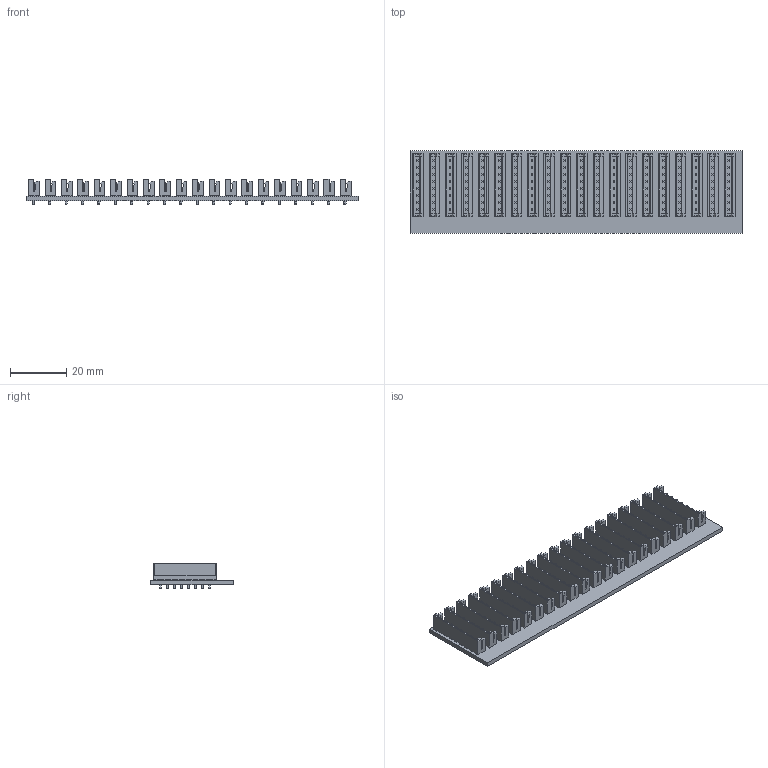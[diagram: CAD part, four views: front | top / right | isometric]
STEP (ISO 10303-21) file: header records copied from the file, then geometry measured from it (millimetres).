
FILE_DESCRIPTION(('KiCad electronic assembly'),'2;1');
FILE_NAME('Arnie Copper Boards.step','2024-02-14T17:14:24',('Pcbnew'),( 'Kicad'),'Open CASCADE STEP processor 7.6','KiCad to STEP converter' ,'Unknown');
FILE_SCHEMA(('AUTOMOTIVE_DESIGN { 1 0 10303 214 1 1 1 1 }'));
Length unit declared in the file: millimetre
Products named in the file (4): Arnie Copper Boards 1; JST_EH_B8B-EH-A_1x08_P2.50mm_Vertical; SOLID; PCB
Assembly tree (22 placements, depth 3):
  Arnie Copper Boards 1
    JST_EH_B8B-EH-A_1x08_P2.50mm_Vertical  x20
      SOLID
    PCB
Bounding box: 118.38 x 29.42 x 9.2 mm (x, y, z)
Volume: 9254.2 mm3; surface area: 21439.6 mm2
Topology: 21 solids, 21 shells, 4446 faces, 11132 edges, 7048 vertices
Faces by surface type: plane 4286, cylinder 160
Full cylindrical faces by diameter (mm): 0.95 x160
Entity records: 28546 total; most frequent: CARTESIAN_POINT 6059, DIRECTION 3878, LINE 2432, VECTOR 2432, ORIENTED_EDGE 2048, PCURVE 2048, DEFINITIONAL_REPRESENTATION 2048, EDGE_CURVE 1024
